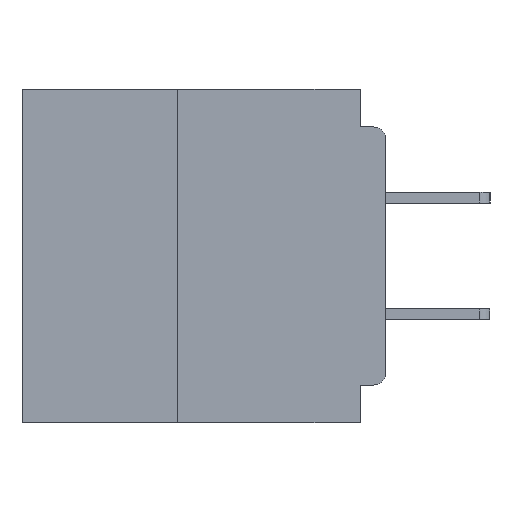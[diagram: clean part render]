
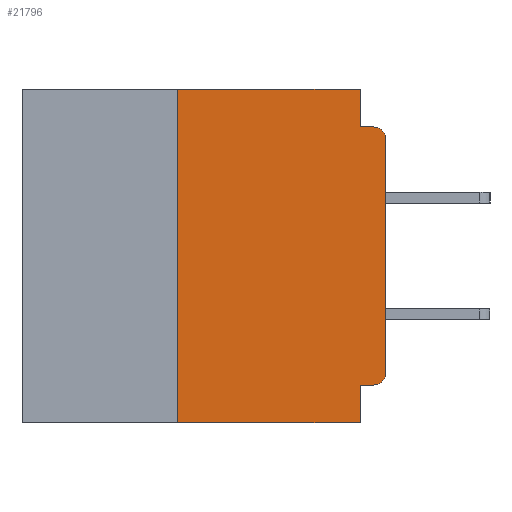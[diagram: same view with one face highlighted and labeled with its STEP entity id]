
A CAD part, left-side view. The second image highlights one B-rep face of the part: STEP entity #21796.
In plain terms, the highlighted planar face has unit normal (-1, 0, 0).
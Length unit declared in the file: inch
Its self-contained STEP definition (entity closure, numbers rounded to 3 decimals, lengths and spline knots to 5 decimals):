
#555 = CARTESIAN_POINT ( 'NONE',  ( 0., 0., 0. ) ) ;
#674 = AXIS2_PLACEMENT_3D ( 'NONE', #9422, #32336, #12723 ) ;
#1108 = CARTESIAN_POINT ( 'NONE',  ( 0., 0., -0.355 ) ) ;
#1330 = LINE ( 'NONE', #41902, #6919 ) ;
#1544 = VERTEX_POINT ( 'NONE', #36966 ) ;
#1958 = DIRECTION ( 'NONE',  ( -1., 0., 0. ) ) ;
#2093 = CARTESIAN_POINT ( 'NONE',  ( 0., 0., -0.045 ) ) ;
#2417 = CARTESIAN_POINT ( 'NONE',  ( 0., 0.25, 0. ) ) ;
#3023 = EDGE_CURVE ( 'NONE', #6816, #7982, #22815, .T. ) ;
#3241 = CIRCLE ( 'NONE', #5190, 0.015 ) ;
#4507 = DIRECTION ( 'NONE',  ( 0., 0., -1. ) ) ;
#4751 = LINE ( 'NONE', #31910, #21100 ) ;
#5001 = FACE_OUTER_BOUND ( 'NONE', #38301, .T. ) ;
#5190 = AXIS2_PLACEMENT_3D ( 'NONE', #14696, #37627, #17981 ) ;
#5629 = CARTESIAN_POINT ( 'NONE',  ( 0., 0.015, -0.045 ) ) ;
#5694 = DIRECTION ( 'NONE',  ( 0., 0., 1. ) ) ;
#6279 = VERTEX_POINT ( 'NONE', #7980 ) ;
#6753 = EDGE_CURVE ( 'NONE', #34328, #12881, #18386, .T. ) ;
#6769 = EDGE_CURVE ( 'NONE', #27916, #6816, #16325, .T. ) ;
#6816 = VERTEX_POINT ( 'NONE', #34169 ) ;
#6919 = VECTOR ( 'NONE', #32239, 39.37008 ) ;
#7126 = CIRCLE ( 'NONE', #37295, 0.015 ) ;
#7980 = CARTESIAN_POINT ( 'NONE',  ( 0., 0., -0.34 ) ) ;
#7982 = VERTEX_POINT ( 'NONE', #5629 ) ;
#8639 = DIRECTION ( 'NONE',  ( 0., -1., 0. ) ) ;
#8677 = VECTOR ( 'NONE', #40264, 39.37008 ) ;
#9422 = CARTESIAN_POINT ( 'NONE',  ( 0., 0.437, 0. ) ) ;
#10149 = VERTEX_POINT ( 'NONE', #24029 ) ;
#12723 = DIRECTION ( 'NONE',  ( 0., 0., -1. ) ) ;
#12881 = VERTEX_POINT ( 'NONE', #16835 ) ;
#12966 = EDGE_CURVE ( 'NONE', #1544, #10149, #23466, .T. ) ;
#13615 = LINE ( 'NONE', #34724, #30027 ) ;
#13990 = CARTESIAN_POINT ( 'NONE',  ( 0., 0.437, -0.4 ) ) ;
#14330 = VECTOR ( 'NONE', #26696, 39.37008 ) ;
#14696 = CARTESIAN_POINT ( 'NONE',  ( 0., 0.015, -0.34 ) ) ;
#14800 = ORIENTED_EDGE ( 'NONE', *, *, #6753, .F. ) ;
#15065 = DIRECTION ( 'NONE',  ( 0., -1., 0. ) ) ;
#16325 = LINE ( 'NONE', #30705, #24019 ) ;
#16835 = CARTESIAN_POINT ( 'NONE',  ( 0., 0.031, -0.355 ) ) ;
#17294 = VERTEX_POINT ( 'NONE', #2417 ) ;
#17981 = DIRECTION ( 'NONE',  ( 0., 0., -1. ) ) ;
#18386 = LINE ( 'NONE', #1108, #8677 ) ;
#19997 = ORIENTED_EDGE ( 'NONE', *, *, #36502, .T. ) ;
#20445 = ORIENTED_EDGE ( 'NONE', *, *, #39483, .T. ) ;
#21100 = VECTOR ( 'NONE', #5694, 39.37008 ) ;
#21513 = CARTESIAN_POINT ( 'NONE',  ( 0., 0.015, -0.06 ) ) ;
#21796 = ADVANCED_FACE ( 'NONE', ( #5001 ), #25714, .F. ) ;
#22815 = LINE ( 'NONE', #2093, #23853 ) ;
#23021 = EDGE_CURVE ( 'NONE', #12881, #10149, #1330, .T. ) ;
#23466 = LINE ( 'NONE', #13990, #38832 ) ;
#23603 = ORIENTED_EDGE ( 'NONE', *, *, #6769, .F. ) ;
#23853 = VECTOR ( 'NONE', #8639, 39.37008 ) ;
#23857 = DIRECTION ( 'NONE',  ( 0., -1., 0. ) ) ;
#24019 = VECTOR ( 'NONE', #4507, 39.37008 ) ;
#24029 = CARTESIAN_POINT ( 'NONE',  ( 0., 0.031, -0.4 ) ) ;
#24805 = DIRECTION ( 'NONE',  ( 0., 0., -1. ) ) ;
#25425 = ORIENTED_EDGE ( 'NONE', *, *, #12966, .T. ) ;
#25714 = PLANE ( 'NONE',  #674 ) ;
#26654 = ORIENTED_EDGE ( 'NONE', *, *, #3023, .F. ) ;
#26696 = DIRECTION ( 'NONE',  ( 0., 0., 1. ) ) ;
#27916 = VERTEX_POINT ( 'NONE', #31905 ) ;
#28878 = CARTESIAN_POINT ( 'NONE',  ( 0., 0.015, -0.355 ) ) ;
#29489 = ORIENTED_EDGE ( 'NONE', *, *, #41920, .F. ) ;
#29703 = EDGE_CURVE ( 'NONE', #1544, #17294, #4751, .T. ) ;
#30027 = VECTOR ( 'NONE', #15065, 39.37008 ) ;
#30603 = VERTEX_POINT ( 'NONE', #41029 ) ;
#30705 = CARTESIAN_POINT ( 'NONE',  ( 0., 0.031, 0. ) ) ;
#30990 = EDGE_CURVE ( 'NONE', #6279, #30603, #31783, .T. ) ;
#31408 = ORIENTED_EDGE ( 'NONE', *, *, #29703, .F. ) ;
#31783 = LINE ( 'NONE', #555, #14330 ) ;
#31876 = ORIENTED_EDGE ( 'NONE', *, *, #23021, .F. ) ;
#31905 = CARTESIAN_POINT ( 'NONE',  ( 0., 0.031, 0. ) ) ;
#31910 = CARTESIAN_POINT ( 'NONE',  ( 0., 0.25, -0.4 ) ) ;
#32239 = DIRECTION ( 'NONE',  ( 0., 0., -1. ) ) ;
#32336 = DIRECTION ( 'NONE',  ( 1., 0., 0. ) ) ;
#32457 = ORIENTED_EDGE ( 'NONE', *, *, #30990, .T. ) ;
#34169 = CARTESIAN_POINT ( 'NONE',  ( 0., 0.031, -0.045 ) ) ;
#34328 = VERTEX_POINT ( 'NONE', #28878 ) ;
#34724 = CARTESIAN_POINT ( 'NONE',  ( 0., 0.437, 0. ) ) ;
#36502 = EDGE_CURVE ( 'NONE', #34328, #6279, #3241, .T. ) ;
#36966 = CARTESIAN_POINT ( 'NONE',  ( 0., 0.25, -0.4 ) ) ;
#37295 = AXIS2_PLACEMENT_3D ( 'NONE', #21513, #1958, #24805 ) ;
#37627 = DIRECTION ( 'NONE',  ( -1., 0., 0. ) ) ;
#38301 = EDGE_LOOP ( 'NONE', ( #32457, #20445, #26654, #23603, #29489, #31408, #25425, #31876, #14800, #19997 ) ) ;
#38832 = VECTOR ( 'NONE', #23857, 39.37008 ) ;
#39483 = EDGE_CURVE ( 'NONE', #30603, #7982, #7126, .T. ) ;
#40264 = DIRECTION ( 'NONE',  ( 0., 1., 0. ) ) ;
#41029 = CARTESIAN_POINT ( 'NONE',  ( 0., 0., -0.06 ) ) ;
#41902 = CARTESIAN_POINT ( 'NONE',  ( 0., 0.031, -0.4 ) ) ;
#41920 = EDGE_CURVE ( 'NONE', #17294, #27916, #13615, .T. ) ;
